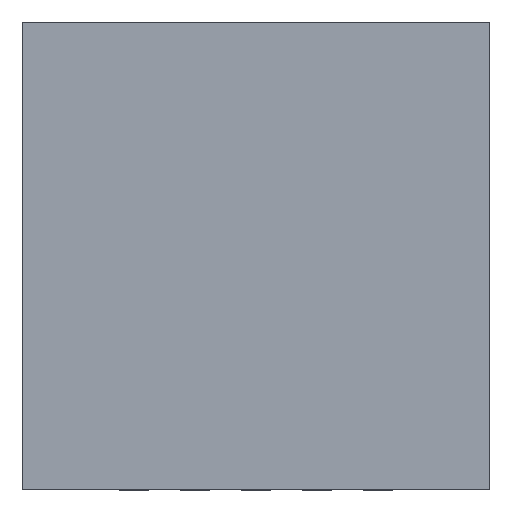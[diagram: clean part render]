
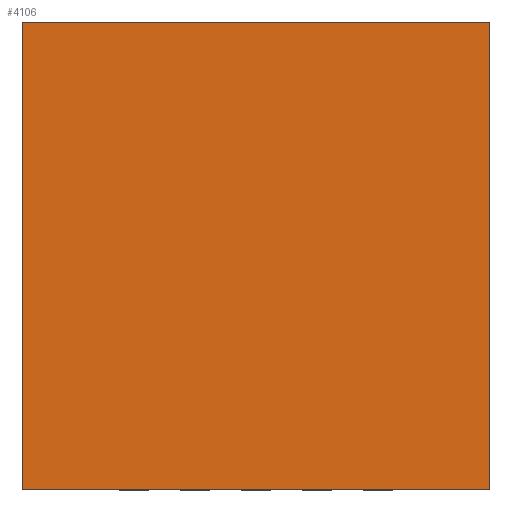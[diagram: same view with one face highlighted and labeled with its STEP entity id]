
A CAD part, top view. The second image highlights one B-rep face of the part: STEP entity #4106.
In plain terms, the highlighted face is planar.
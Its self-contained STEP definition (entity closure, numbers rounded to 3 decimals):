
#1553=DIRECTION('',(0.,0.,1.));
#1554=VECTOR('',#1553,5.);
#1555=CARTESIAN_POINT('',(-2.5,0.975,-2.5));
#1556=LINE('',#1555,#1554);
#1560=DIRECTION('',(-1.,0.,0.));
#1561=VECTOR('',#1560,5.);
#1562=CARTESIAN_POINT('',(2.5,0.975,-2.5));
#1563=LINE('',#1562,#1561);
#1567=DIRECTION('',(0.,0.,-1.));
#1568=VECTOR('',#1567,5.);
#1569=CARTESIAN_POINT('',(2.5,0.975,2.5));
#1570=LINE('',#1569,#1568);
#1574=DIRECTION('',(1.,0.,0.));
#1575=VECTOR('',#1574,5.);
#1576=CARTESIAN_POINT('',(-2.5,0.975,2.5));
#1577=LINE('',#1576,#1575);
#2527=CARTESIAN_POINT('',(-2.5,0.975,-2.5));
#2528=CARTESIAN_POINT('',(-2.5,0.975,2.5));
#2529=VERTEX_POINT('',#2527);
#2530=VERTEX_POINT('',#2528);
#2531=CARTESIAN_POINT('',(2.5,0.975,2.5));
#2532=VERTEX_POINT('',#2531);
#2533=CARTESIAN_POINT('',(2.5,0.975,-2.5));
#2534=VERTEX_POINT('',#2533);
#4095=CARTESIAN_POINT('',(0.,0.975,0.));
#4096=DIRECTION('',(0.,1.,0.));
#4097=DIRECTION('',(1.,0.,0.));
#4098=AXIS2_PLACEMENT_3D('',#4095,#4096,#4097);
#4099=PLANE('',#4098);
#4100=ORIENTED_EDGE('',*,*,#3195,.F.);
#4101=ORIENTED_EDGE('',*,*,#3346,.F.);
#4102=ORIENTED_EDGE('',*,*,#3682,.F.);
#4103=ORIENTED_EDGE('',*,*,#3985,.F.);
#4104=EDGE_LOOP('',(#4100,#4101,#4102,#4103));
#4105=FACE_OUTER_BOUND('',#4104,.F.);
#3195=EDGE_CURVE('',#2529,#2530,#1556,.T.);
#3346=EDGE_CURVE('',#2534,#2529,#1563,.T.);
#3682=EDGE_CURVE('',#2532,#2534,#1570,.T.);
#3985=EDGE_CURVE('',#2530,#2532,#1577,.T.);
#4106=ADVANCED_FACE('',(#4105),#4099,.T.);
